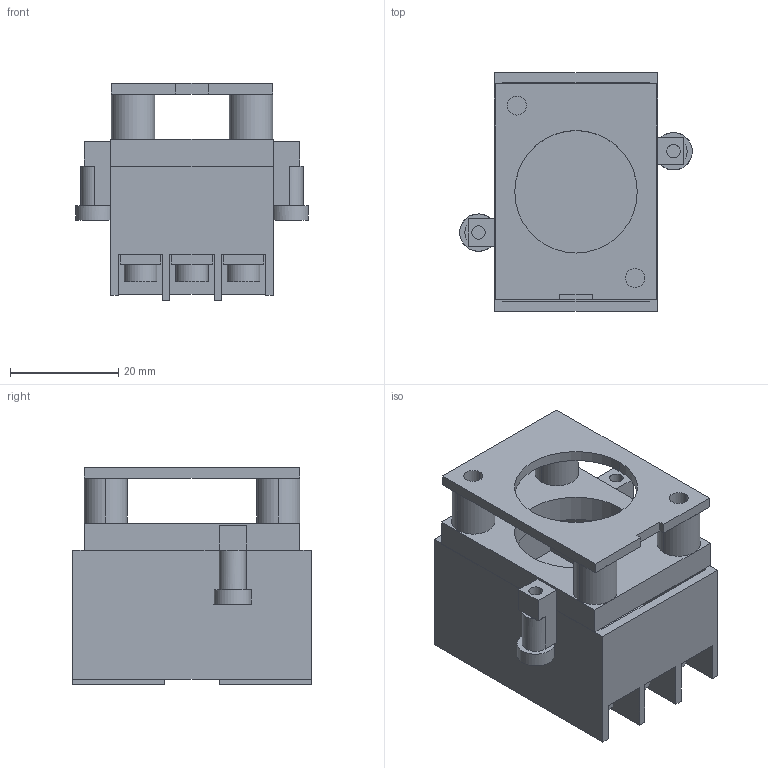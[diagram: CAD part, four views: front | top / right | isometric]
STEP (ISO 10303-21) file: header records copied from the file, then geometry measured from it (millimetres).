
FILE_DESCRIPTION((''),'2;1');
FILE_NAME('XACS399-3D','2021-04-05T14:02:09',('SESA231899'),('Schneider-Electric'),'CREO PARAMETRIC BY PTC INC, 2019471','CREO PARAMETRIC BY PTC INC, 2019471','');
FILE_SCHEMA(('AP242_MANAGED_MODEL_BASED_3D_ENGINEERING_MIM_LF { 1 0 10303 442 1 1 4 }'));
Length unit declared in the file: millimetre
Products named in the file (1): XACS399-3D
Bounding box: 42.87 x 44 x 40.1 mm (x, y, z)
Volume: 18485.5 mm3; surface area: 15907.1 mm2
Topology: 1 solids, 1 shells, 268 faces, 724 edges, 472 vertices
Faces by surface type: plane 232, cylinder 36
Entity records: 36091 total; most frequent: CARTESIAN_POINT 28250, ORIENTED_EDGE 1448, DIRECTION 1431, EDGE_CURVE 724, VECTOR 651, LINE 651, VERTEX_POINT 472, POLYLINE 462
